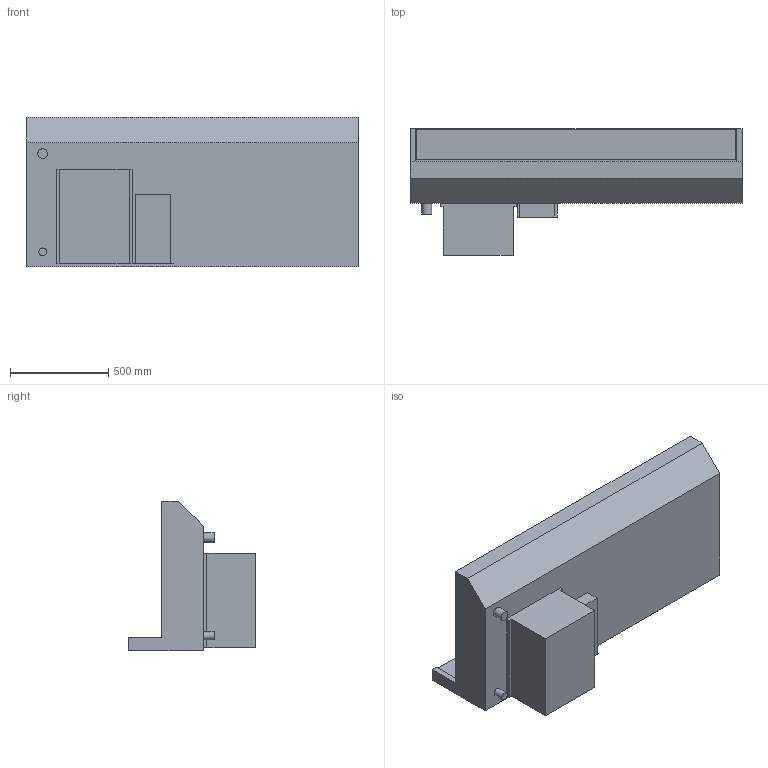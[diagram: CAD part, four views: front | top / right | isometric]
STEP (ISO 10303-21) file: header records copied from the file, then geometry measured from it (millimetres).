
FILE_DESCRIPTION(/* description */ ('Bäckertheke: eigengekühlt'),/* implementation_level */ '2;1');
FILE_NAME(/* name */ '3D-AKE-00003060.stp',/* time_stamp */ '2024-05-21T11:31:12+02:00',/* author */ ('julian.lux'),/* organization */ (''),/* preprocessor_version */ 'ST-DEVELOPER v18.1',/* originating_system */ 'Autodesk Inventor 2020',/* authorisation */ '');
FILE_SCHEMA (('AUTOMOTIVE_DESIGN { 1 0 10303 214 3 1 1 }'));
Length unit declared in the file: millimetre
Products named in the file (1): 3D-AKE-00003060
Bounding box: 1690 x 646 x 760 mm (x, y, z)
Volume: 153659816.6 mm3; surface area: 8696381.1 mm2
Topology: 3 solids, 3 shells, 80 faces, 196 edges, 132 vertices
Faces by surface type: plane 78, cylinder 2
Full cylindrical faces by diameter (mm): 40 x1, 50 x1
Entity records: 2359 total; most frequent: CARTESIAN_POINT 409, ORIENTED_EDGE 392, DIRECTION 366, EDGE_CURVE 196, LINE 188, VECTOR 188, VERTEX_POINT 132, EDGE_LOOP 90
